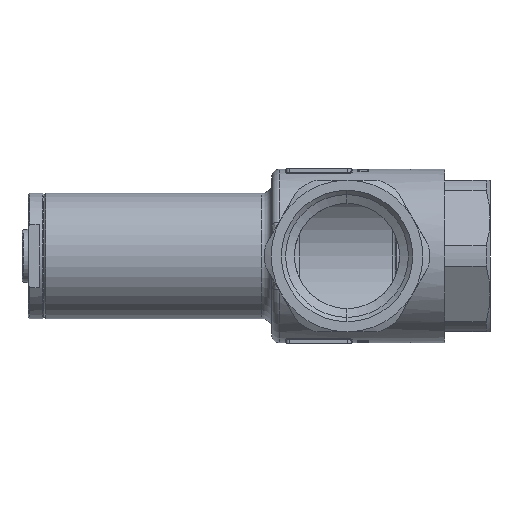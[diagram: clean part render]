
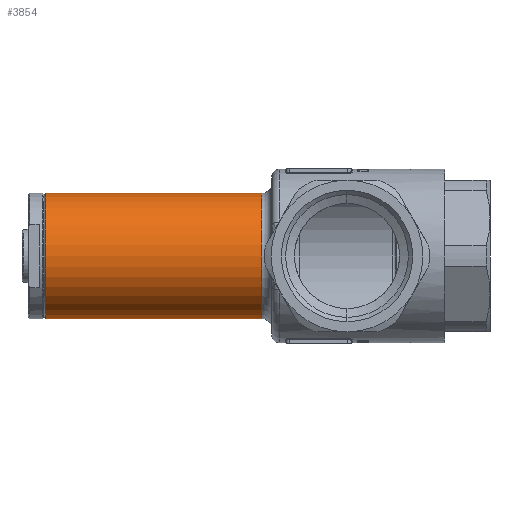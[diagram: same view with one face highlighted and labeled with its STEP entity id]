
A CAD part, left-side view. The second image highlights one B-rep face of the part: STEP entity #3854.
In plain terms, the highlighted cylindrical face has radius 29 mm (diameter 58 mm), a partial arc.
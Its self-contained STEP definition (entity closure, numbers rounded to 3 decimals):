
#1752 = CARTESIAN_POINT ( 'NONE',  ( 0., 205.962, 0. ) ) ;
#1753 = DIRECTION ( 'NONE',  ( 0., 1., 0. ) ) ;
#1754 = DIRECTION ( 'NONE',  ( 0., 0., -1. ) ) ;
#3854 = ADVANCED_FACE ( 'NONE', ( #22062 ), #22063, .T. ) ;
#5615 = ORIENTED_EDGE ( 'NONE', *, *, #29048, .F. ) ;
#6046 = ORIENTED_EDGE ( 'NONE', *, *, #28985, .T. ) ;
#6115 = ORIENTED_EDGE ( 'NONE', *, *, #28793, .T. ) ;
#6171 = ORIENTED_EDGE ( 'NONE', *, *, #29046, .T. ) ;
#8990 = VERTEX_POINT ( 'NONE', #14329 ) ;
#9009 = VERTEX_POINT ( 'NONE', #14325 ) ;
#12884 = VECTOR ( 'NONE', #25660, 1000. ) ;
#12908 = VECTOR ( 'NONE', #25665, 1000. ) ;
#13073 = CIRCLE ( 'NONE', #13077, 29. ) ;
#13077 = AXIS2_PLACEMENT_3D ( 'NONE', #1752, #1753, #1754 ) ;
#13308 = AXIS2_PLACEMENT_3D ( 'NONE', #25475, #25476, #25477 ) ;
#13310 = CIRCLE ( 'NONE', #13308, 29. ) ;
#14325 = CARTESIAN_POINT ( 'NONE',  ( 0., 305.683, -29. ) ) ;
#14329 = CARTESIAN_POINT ( 'NONE',  ( 0., 205.962, -29. ) ) ;
#14448 = CARTESIAN_POINT ( 'NONE',  ( 0., 205.962, 29. ) ) ;
#14609 = CARTESIAN_POINT ( 'NONE',  ( 0., 305.683, 29. ) ) ;
#16114 = EDGE_LOOP ( 'NONE', ( #5615, #6046, #6171, #6115 ) ) ;
#16127 = VERTEX_POINT ( 'NONE', #14448 ) ;
#16678 = VERTEX_POINT ( 'NONE', #14609 ) ;
#22050 = DIRECTION ( 'NONE',  ( 0., 0., -1. ) ) ;
#22052 = DIRECTION ( 'NONE',  ( 0., -1., 0. ) ) ;
#22062 = FACE_OUTER_BOUND ( 'NONE', #16114, .T. ) ;
#22063 = CYLINDRICAL_SURFACE ( 'NONE', #23205, 29. ) ;
#22078 = CARTESIAN_POINT ( 'NONE',  ( 0., 306.683, 0. ) ) ;
#23205 = AXIS2_PLACEMENT_3D ( 'NONE', #22078, #22052, #22050 ) ;
#25475 = CARTESIAN_POINT ( 'NONE',  ( 0., 305.683, 0. ) ) ;
#25476 = DIRECTION ( 'NONE',  ( 0., -1., 0. ) ) ;
#25477 = DIRECTION ( 'NONE',  ( 0., 0., 1. ) ) ;
#25648 = CARTESIAN_POINT ( 'NONE',  ( 0., 306.683, -29. ) ) ;
#25649 = LINE ( 'NONE', #25648, #12884 ) ;
#25655 = LINE ( 'NONE', #25656, #12908 ) ;
#25656 = CARTESIAN_POINT ( 'NONE',  ( 0., 306.683, 29. ) ) ;
#25660 = DIRECTION ( 'NONE',  ( 0., -1., 0. ) ) ;
#25665 = DIRECTION ( 'NONE',  ( 0., -1., 0. ) ) ;
#28793 = EDGE_CURVE ( 'NONE', #8990, #16127, #13073, .T. ) ;
#28985 = EDGE_CURVE ( 'NONE', #16678, #9009, #13310, .T. ) ;
#29046 = EDGE_CURVE ( 'NONE', #9009, #8990, #25649, .T. ) ;
#29048 = EDGE_CURVE ( 'NONE', #16678, #16127, #25655, .T. ) ;
